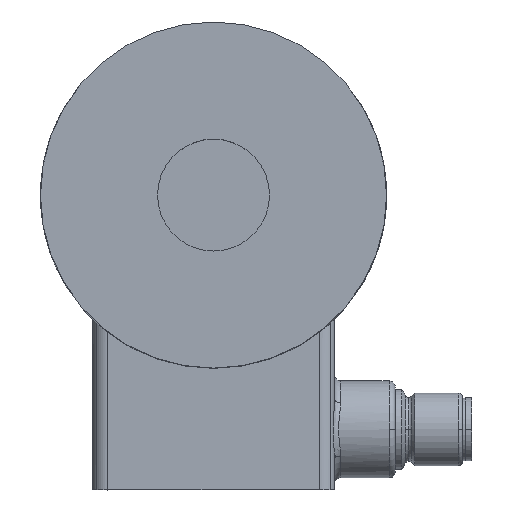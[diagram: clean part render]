
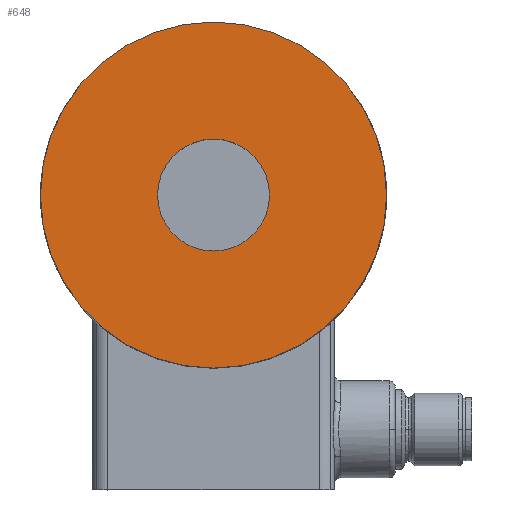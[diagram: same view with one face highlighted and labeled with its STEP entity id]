
A CAD part, top view. The second image highlights one B-rep face of the part: STEP entity #648.
In plain terms, the highlighted planar face has unit normal (0, -0.001, 1).
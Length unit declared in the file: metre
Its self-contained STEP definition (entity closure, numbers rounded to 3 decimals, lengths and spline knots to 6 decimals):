
#648=ADVANCED_FACE('0:8980',(#1573,#1574),#1575,.T.);
#1573=FACE_OUTER_BOUND('',#2895,.T.);
#1574=FACE_BOUND('',#2896,.T.);
#1575=PLANE('',#2897);
#2895=EDGE_LOOP('',(#4983,#4984));
#2896=EDGE_LOOP('',(#4985,#4986));
#2897=AXIS2_PLACEMENT_3D('',#4987,#4988,#4989);
#4983=ORIENTED_EDGE('',*,*,#8313,.F.);
#4984=ORIENTED_EDGE('',*,*,#8380,.F.);
#4985=ORIENTED_EDGE('',*,*,#8381,.T.);
#4986=ORIENTED_EDGE('',*,*,#8382,.T.);
#4987=CARTESIAN_POINT('',(-0.00111,0.003607,0.071232));
#4988=DIRECTION('',(0.,0.,1.));
#4989=DIRECTION('',(-0.936,0.353,0.0));
#8313=EDGE_CURVE('0:10033',#10094,#10090,#10096,.T.);
#8380=EDGE_CURVE('',#10090,#10094,#10201,.T.);
#8381=EDGE_CURVE('0:10075',#10202,#10203,#10204,.T.);
#8382=EDGE_CURVE('',#10203,#10202,#10205,.T.);
#10090=VERTEX_POINT('',#13128);
#10094=VERTEX_POINT('',#13133);
#10096=CIRCLE('',#13136,0.0286);
#10201=CIRCLE('',#13333,0.0286);
#10202=VERTEX_POINT('',#13334);
#10203=VERTEX_POINT('',#13335);
#10204=CIRCLE('',#13336,0.00925);
#10205=CIRCLE('',#13337,0.00925);
#13128=CARTESIAN_POINT('',(-0.02971,0.003607,0.071227));
#13133=CARTESIAN_POINT('',(0.02749,0.003607,0.071237));
#13136=AXIS2_PLACEMENT_3D('',#15987,#15988,#15989);
#13333=AXIS2_PLACEMENT_3D('',#16044,#16045,#16046);
#13334=CARTESIAN_POINT('',(-0.01036,0.003607,0.07123));
#13335=CARTESIAN_POINT('',(0.00814,0.003607,0.071233));
#13336=AXIS2_PLACEMENT_3D('',#16047,#16048,#16049);
#13337=AXIS2_PLACEMENT_3D('',#16050,#16051,#16052);
#15987=CARTESIAN_POINT('',(-0.00111,0.003607,0.071232));
#15988=DIRECTION('',(0.,0.,-1.));
#15989=DIRECTION('',(-1.,0.,0.));
#16044=CARTESIAN_POINT('',(-0.00111,0.003607,0.071232));
#16045=DIRECTION('',(0.,0.,-1.));
#16046=DIRECTION('',(-1.,0.,0.));
#16047=CARTESIAN_POINT('',(-0.00111,0.003607,0.071232));
#16048=DIRECTION('',(0.,0.,-1.));
#16049=DIRECTION('',(1.,0.,0.));
#16050=CARTESIAN_POINT('',(-0.00111,0.003607,0.071232));
#16051=DIRECTION('',(0.,0.,-1.));
#16052=DIRECTION('',(1.,0.,0.));
